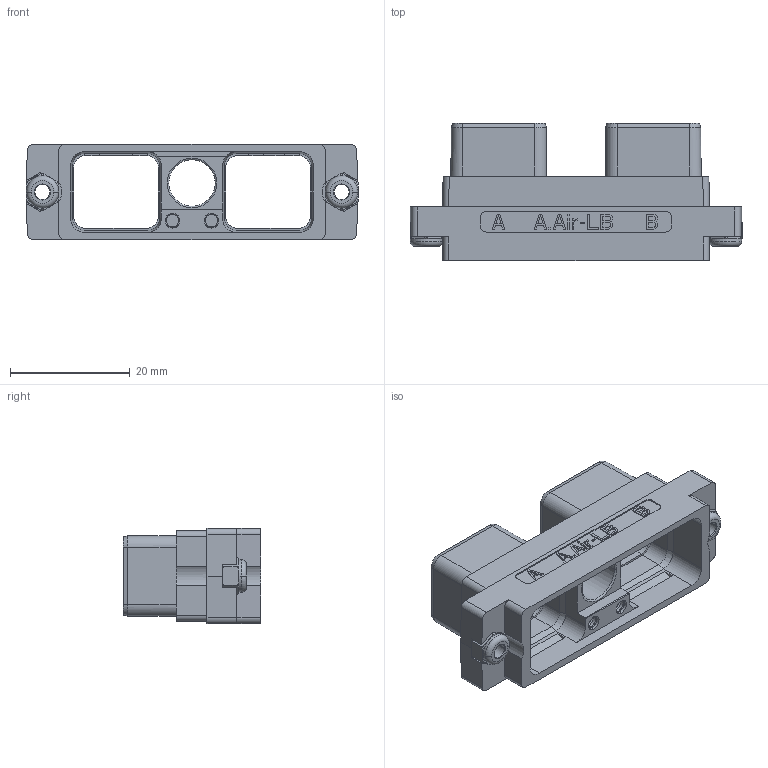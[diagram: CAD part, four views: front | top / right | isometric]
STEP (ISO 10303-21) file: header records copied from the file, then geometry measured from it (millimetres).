
FILE_DESCRIPTION((''),'2;1');
FILE_NAME('SIM2B43K','2019-09-25T',('presta_be4'),(''),'PRO/ENGINEER BY PARAMETRIC TECHNOLOGY CORPORATION, 2014310','PRO/ENGINEER BY PARAMETRIC TECHNOLOGY CORPORATION, 2014310','');
FILE_SCHEMA(('CONFIG_CONTROL_DESIGN'));
Length unit declared in the file: millimetre
Products named in the file (1): SIM2B43K
Bounding box: 55.5 x 22.99 x 15.93 mm (x, y, z)
Volume: 4878.2 mm3; surface area: 6616.5 mm2
Topology: 1 solids, 1 shells, 736 faces, 1980 edges, 1290 vertices
Faces by surface type: plane 560, cylinder 102, cone 44, bspline 20, torus 10
Entity records: 27884 total; most frequent: CARTESIAN_POINT 9613, ORIENTED_EDGE 3960, DIRECTION 3455, EDGE_CURVE 1980, VECTOR 1585, LINE 1585, VERTEX_POINT 1290, AXIS2_PLACEMENT_3D 935
